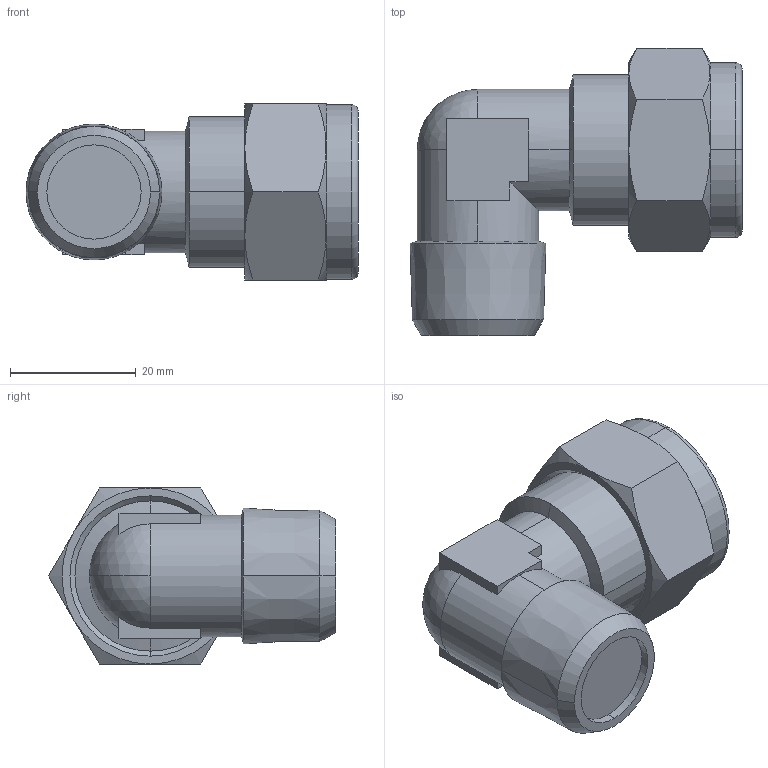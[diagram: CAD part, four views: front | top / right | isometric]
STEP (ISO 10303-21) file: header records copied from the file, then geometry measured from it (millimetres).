
FILE_DESCRIPTION (( 'STEP AP214' ), '1' );
FILE_NAME ('1028000017.step', '2013-02-25T17:14:19', ( '' ), ( '' ), 'SwSTEP 2.0', 'SolidWorks 2012', '' );
FILE_SCHEMA (( 'AUTOMOTIVE_DESIGN' ));
Length unit declared in the file: millimetre
Products named in the file (1): 1028000017
Bounding box: 52.82 x 45.67 x 28 mm (x, y, z)
Volume: 28624.3 mm3; surface area: 6779 mm2
Topology: 1 solids, 1 shells, 61 faces, 148 edges, 92 vertices
Faces by surface type: plane 25, cone 20, cylinder 12, torus 2, sphere 2
Entity records: 1919 total; most frequent: CARTESIAN_POINT 445, DIRECTION 314, ORIENTED_EDGE 296, EDGE_CURVE 148, AXIS2_PLACEMENT_3D 125, VERTEX_POINT 92, EDGE_LOOP 64, VECTOR 64
